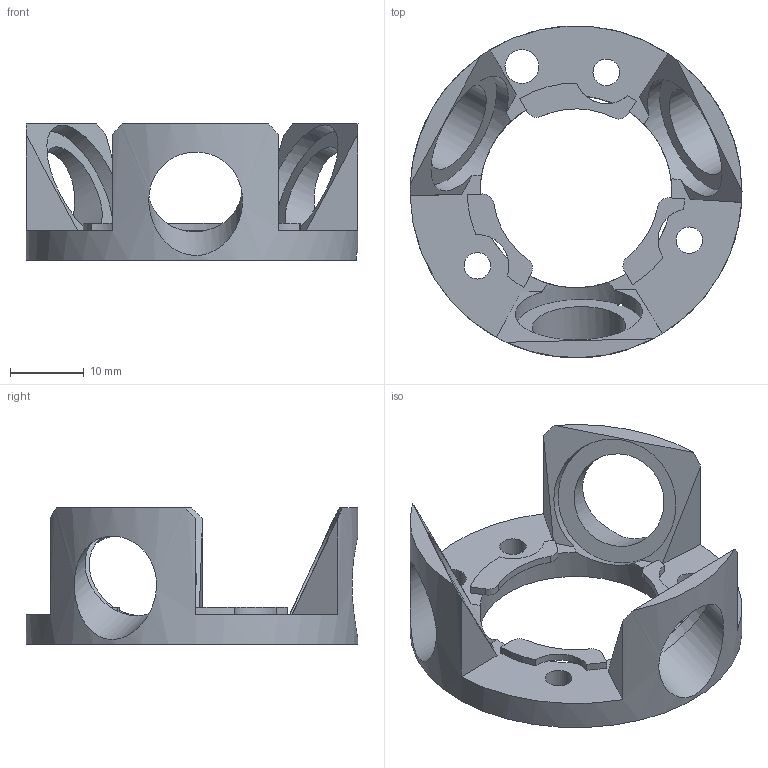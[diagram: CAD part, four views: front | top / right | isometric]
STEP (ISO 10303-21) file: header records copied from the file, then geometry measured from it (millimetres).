
FILE_DESCRIPTION(/* description */ ('STEP AP242','CAx-IF Rec.Pracs.---Representation and Presentation of Product Manufacturing Information (PMI)---4.0---2014-10-13','CAx-IF Rec.Pracs.---3D Tessellated Geometry---0.4---2014-09-14','2;1'),/* implementation_level */ '2;1');
FILE_NAME(/* name */ '68e4042dc6ebb13551ef4065',/* time_stamp */ '2025-10-06T18:02:22Z',/* author */ (''),/* organization */ (''),/* preprocessor_version */ 'ST-DEVELOPER v20',/* originating_system */ 'ONSHAPE BY PTC INC, 1.204',/* authorisation */ ' ');
FILE_SCHEMA (('AP242_MANAGED_MODEL_BASED_3D_ENGINEERING_MIM_LF { 1 0 10303 442 1 1 4 }'));
Length unit declared in the file: metre
Products named in the file (1): Part 1
Bounding box: 45 x 44.96 x 18.5 mm (x, y, z)
Volume: 5141.2 mm3; surface area: 5213.4 mm2
Topology: 1 solids, 1 shells, 70 faces, 214 edges, 137 vertices
Faces by surface type: plane 36, cylinder 31, cone 3
Full cylindrical faces by diameter (mm): 3.6 x3, 4.6 x2, 12.7 x3, 17.3 x3, 26 x1, 45 x1
Entity records: 2413 total; most frequent: CARTESIAN_POINT 466, DIRECTION 430, ORIENTED_EDGE 382, EDGE_CURVE 191, AXIS2_PLACEMENT_3D 175, VERTEX_POINT 130, EDGE_LOOP 101, FACE_BOUND 101
